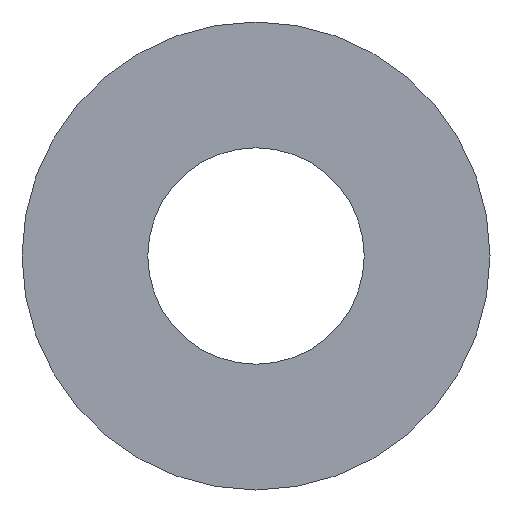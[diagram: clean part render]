
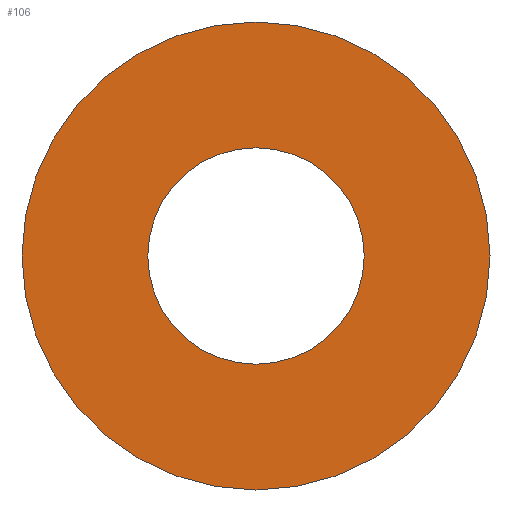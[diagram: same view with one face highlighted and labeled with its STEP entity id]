
A CAD part, left-side view. The second image highlights one B-rep face of the part: STEP entity #106.
In plain terms, the highlighted planar face has unit normal (-1, 0, 0).
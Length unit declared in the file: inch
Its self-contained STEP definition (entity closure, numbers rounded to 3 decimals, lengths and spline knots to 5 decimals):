
#10 = DIRECTION ( 'NONE',  ( 1., 0., 0. ) ) ;
#27 = CARTESIAN_POINT ( 'NONE',  ( 0., 0., 0. ) ) ;
#30 = CARTESIAN_POINT ( 'NONE',  ( 0., 0., -0.281 ) ) ;
#31 = PLANE ( 'NONE',  #186 ) ;
#32 = DIRECTION ( 'NONE',  ( 1., 0., 0. ) ) ;
#36 = CARTESIAN_POINT ( 'NONE',  ( 0., 0., 0. ) ) ;
#37 = DIRECTION ( 'NONE',  ( 0., 0., -1. ) ) ;
#42 = CARTESIAN_POINT ( 'NONE',  ( 0., 0., 0. ) ) ;
#53 = DIRECTION ( 'NONE',  ( 0., 0., -1. ) ) ;
#54 = CARTESIAN_POINT ( 'NONE',  ( 0., 0., -0.13 ) ) ;
#57 = CARTESIAN_POINT ( 'NONE',  ( 0., 0., 0.281 ) ) ;
#58 = VERTEX_POINT ( 'NONE', #94 ) ;
#59 = VERTEX_POINT ( 'NONE', #57 ) ;
#63 = DIRECTION ( 'NONE',  ( 0., 0., -1. ) ) ;
#64 = CARTESIAN_POINT ( 'NONE',  ( 0., 0., 0. ) ) ;
#66 = CARTESIAN_POINT ( 'NONE',  ( 0., 0., 0. ) ) ;
#67 = DIRECTION ( 'NONE',  ( 0., 0., -1. ) ) ;
#68 = DIRECTION ( 'NONE',  ( 1., 0., 0. ) ) ;
#69 = VERTEX_POINT ( 'NONE', #54 ) ;
#71 = VERTEX_POINT ( 'NONE', #30 ) ;
#74 = DIRECTION ( 'NONE',  ( 0., 0., -1. ) ) ;
#85 = DIRECTION ( 'NONE',  ( 1., 0., 0. ) ) ;
#94 = CARTESIAN_POINT ( 'NONE',  ( 0., 0., 0.13 ) ) ;
#97 = DIRECTION ( 'NONE',  ( 1., 0., 0. ) ) ;
#106 = ADVANCED_FACE ( 'NONE', ( #209, #215 ), #31, .F. ) ;
#147 = EDGE_CURVE ( 'NONE', #71, #59, #235, .T. ) ;
#152 = EDGE_CURVE ( 'NONE', #69, #58, #241, .T. ) ;
#157 = AXIS2_PLACEMENT_3D ( 'NONE', #66, #68, #67 ) ;
#160 = AXIS2_PLACEMENT_3D ( 'NONE', #36, #10, #63 ) ;
#171 = AXIS2_PLACEMENT_3D ( 'NONE', #42, #97, #37 ) ;
#173 = AXIS2_PLACEMENT_3D ( 'NONE', #27, #85, #74 ) ;
#174 = EDGE_CURVE ( 'NONE', #59, #71, #231, .T. ) ;
#180 = EDGE_CURVE ( 'NONE', #58, #69, #230, .T. ) ;
#186 = AXIS2_PLACEMENT_3D ( 'NONE', #64, #32, #53 ) ;
#190 = ORIENTED_EDGE ( 'NONE', *, *, #147, .F. ) ;
#208 = EDGE_LOOP ( 'NONE', ( #213, #248 ) ) ;
#209 = FACE_OUTER_BOUND ( 'NONE', #229, .T. ) ;
#213 = ORIENTED_EDGE ( 'NONE', *, *, #180, .T. ) ;
#215 = FACE_BOUND ( 'NONE', #208, .T. ) ;
#229 = EDGE_LOOP ( 'NONE', ( #240, #190 ) ) ;
#230 = CIRCLE ( 'NONE', #160, 0.13 ) ;
#231 = CIRCLE ( 'NONE', #157, 0.281 ) ;
#235 = CIRCLE ( 'NONE', #173, 0.281 ) ;
#240 = ORIENTED_EDGE ( 'NONE', *, *, #174, .F. ) ;
#241 = CIRCLE ( 'NONE', #171, 0.13 ) ;
#248 = ORIENTED_EDGE ( 'NONE', *, *, #152, .T. ) ;
